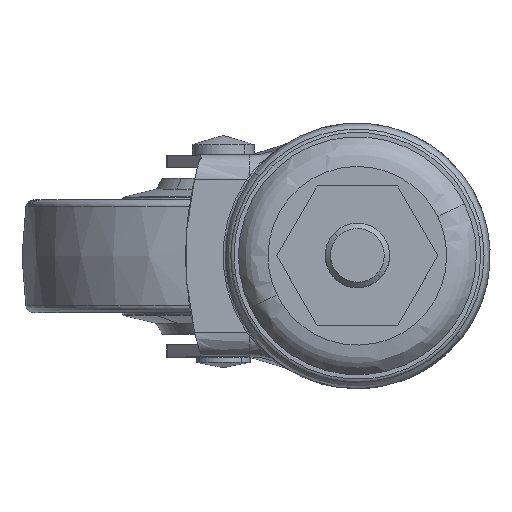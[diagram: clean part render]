
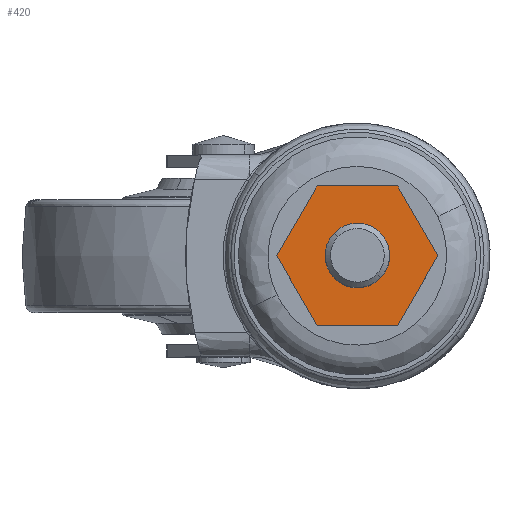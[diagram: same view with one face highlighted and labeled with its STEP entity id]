
A CAD part, top view. The second image highlights one B-rep face of the part: STEP entity #420.
In plain terms, the highlighted free-form (B-spline) face has degree [1, 1] with [2, 2] control points.
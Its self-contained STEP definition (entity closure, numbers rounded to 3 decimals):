
#242=CARTESIAN_POINT('',(-4.352,4.13,8.1));
#243=VERTEX_POINT('',#242);
#252=CARTESIAN_POINT('',(4.352,-4.13,8.1));
#253=VERTEX_POINT('',#252);
#259=CARTESIAN_POINT('',(6.0,0.0,8.1));
#260=VERTEX_POINT('',#259);
#261=CARTESIAN_POINT('',(6.0,0.0,8.1));
#262=CARTESIAN_POINT('',(6.,-0.356,8.1));
#263=CARTESIAN_POINT('',(5.934,-1.091,8.1));
#264=CARTESIAN_POINT('',(5.633,-2.17,8.1));
#265=CARTESIAN_POINT('',(5.111,-3.215,8.1));
#266=CARTESIAN_POINT('',(4.63,-3.838,8.1));
#267=CARTESIAN_POINT('',(4.352,-4.13,8.1));
#268=B_SPLINE_CURVE_WITH_KNOTS('',3,(#261,#262,#263,#264,#265,#266,#267),.UNSPECIFIED.,.F.,.U.,(4,1,1,1,4),(0.,1.068,2.207,3.345,4.555),.UNSPECIFIED.);
#269=EDGE_CURVE('',#260,#253,#268,.T.);
#271=CARTESIAN_POINT('',(0.,6.,8.1));
#272=VERTEX_POINT('',#271);
#273=CARTESIAN_POINT('',(0.,6.,8.1));
#274=CARTESIAN_POINT('',(0.442,6.,8.1));
#275=CARTESIAN_POINT('',(1.325,5.902,8.1));
#276=CARTESIAN_POINT('',(2.376,5.541,8.1));
#277=CARTESIAN_POINT('',(3.348,5.013,8.1));
#278=CARTESIAN_POINT('',(4.108,4.421,8.1));
#279=CARTESIAN_POINT('',(4.874,3.554,8.1));
#280=CARTESIAN_POINT('',(5.489,2.542,8.1));
#281=CARTESIAN_POINT('',(5.908,1.301,8.1));
#282=CARTESIAN_POINT('',(6.,0.417,8.1));
#283=CARTESIAN_POINT('',(6.0,0.0,8.1));
#284=B_SPLINE_CURVE_WITH_KNOTS('',3,(#273,#274,#275,#276,#277,#278,#279,#280,#281,#282,#283),.UNSPECIFIED.,.F.,.U.,(4,1,1,1,1,1,1,1,4),(0.,1.325,2.651,3.313,4.639,5.522,6.774,8.173,9.425),.UNSPECIFIED.);
#285=EDGE_CURVE('',#272,#260,#284,.T.);
#287=CARTESIAN_POINT('',(-4.352,4.13,8.1));
#288=CARTESIAN_POINT('',(-3.986,4.517,8.1));
#289=CARTESIAN_POINT('',(-3.189,5.159,8.1));
#290=CARTESIAN_POINT('',(-1.699,5.833,8.1));
#291=CARTESIAN_POINT('',(-0.609,6.,8.1));
#292=CARTESIAN_POINT('',(0.,6.,8.1));
#293=B_SPLINE_CURVE_WITH_KNOTS('',3,(#287,#288,#289,#290,#291,#292),.UNSPECIFIED.,.F.,.U.,(4,1,1,4),(0.,1.598,3.043,4.87),.UNSPECIFIED.);
#294=EDGE_CURVE('',#243,#272,#293,.T.);
#318=CARTESIAN_POINT('',(-6.0,0.0,8.1));
#319=VERTEX_POINT('',#318);
#320=CARTESIAN_POINT('',(-6.0,0.0,8.1));
#321=CARTESIAN_POINT('',(-6.,0.356,8.1));
#322=CARTESIAN_POINT('',(-5.934,1.091,8.1));
#323=CARTESIAN_POINT('',(-5.62,2.216,8.1));
#324=CARTESIAN_POINT('',(-5.086,3.256,8.1));
#325=CARTESIAN_POINT('',(-4.597,3.872,8.1));
#326=CARTESIAN_POINT('',(-4.352,4.13,8.1));
#327=B_SPLINE_CURVE_WITH_KNOTS('',3,(#320,#321,#322,#323,#324,#325,#326),.UNSPECIFIED.,.F.,.U.,(4,1,1,1,4),(0.,1.068,2.207,3.488,4.555),.UNSPECIFIED.);
#328=EDGE_CURVE('',#319,#243,#327,.T.);
#330=CARTESIAN_POINT('',(0.,-6.,8.1));
#331=VERTEX_POINT('',#330);
#332=CARTESIAN_POINT('',(0.,-6.,8.1));
#333=CARTESIAN_POINT('',(-0.368,-6.,8.1));
#334=CARTESIAN_POINT('',(-1.154,-5.928,8.1));
#335=CARTESIAN_POINT('',(-2.218,-5.612,8.1));
#336=CARTESIAN_POINT('',(-3.271,-5.074,8.1));
#337=CARTESIAN_POINT('',(-4.147,-4.39,8.1));
#338=CARTESIAN_POINT('',(-4.983,-3.42,8.1));
#339=CARTESIAN_POINT('',(-5.508,-2.467,8.1));
#340=CARTESIAN_POINT('',(-5.901,-1.276,8.1));
#341=CARTESIAN_POINT('',(-6.,-0.515,8.1));
#342=CARTESIAN_POINT('',(-6.0,0.0,8.1));
#343=B_SPLINE_CURVE_WITH_KNOTS('',3,(#332,#333,#334,#335,#336,#337,#338,#339,#340,#341,#342),.UNSPECIFIED.,.F.,.U.,(4,1,1,1,1,1,1,1,4),(0.,1.104,2.356,3.313,4.639,5.67,7.142,7.879,9.425),.UNSPECIFIED.);
#344=EDGE_CURVE('',#331,#319,#343,.T.);
#346=CARTESIAN_POINT('',(4.352,-4.13,8.1));
#347=CARTESIAN_POINT('',(4.038,-4.461,8.1));
#348=CARTESIAN_POINT('',(3.431,-4.969,8.1));
#349=CARTESIAN_POINT('',(2.315,-5.581,8.1));
#350=CARTESIAN_POINT('',(1.192,-5.926,8.1));
#351=CARTESIAN_POINT('',(0.355,-6.,8.1));
#352=CARTESIAN_POINT('',(0.,-6.,8.1));
#353=B_SPLINE_CURVE_WITH_KNOTS('',3,(#346,#347,#348,#349,#350,#351,#352),.UNSPECIFIED.,.F.,.U.,(4,1,1,1,4),(0.,1.37,2.359,3.804,4.87),.UNSPECIFIED.);
#354=EDGE_CURVE('',#253,#331,#353,.T.);
#363=CARTESIAN_POINT('',(16.511,-14.299,8.1));
#364=CARTESIAN_POINT('',(-16.511,-14.299,8.1));
#365=CARTESIAN_POINT('',(16.511,14.299,8.1));
#366=CARTESIAN_POINT('',(-16.511,14.299,8.1));
#367=B_SPLINE_SURFACE_WITH_KNOTS('',1,1,((#363,#365),(#364,#366)),.UNSPECIFIED.,.F.,.F.,.U.,(2,2),(2,2),(0.0,33.021),(0.0,28.597),.UNSPECIFIED.);
#368=CARTESIAN_POINT('',(-15.011,0.0,8.1));
#369=VERTEX_POINT('',#368);
#370=CARTESIAN_POINT('',(-7.506,13.0,8.1));
#371=VERTEX_POINT('',#370);
#372=CARTESIAN_POINT('',(-15.011,0.0,8.1));
#373=CARTESIAN_POINT('',(-7.506,13.0,8.1));
#374=QUASI_UNIFORM_CURVE('',1,(#372,#373),.UNSPECIFIED.,.F.,.U.);
#375=EDGE_CURVE('',#369,#371,#374,.T.);
#376=ORIENTED_EDGE('',*,*,#375,.F.);
#377=CARTESIAN_POINT('',(-7.506,-13.0,8.1));
#378=VERTEX_POINT('',#377);
#379=CARTESIAN_POINT('',(-7.506,-13.0,8.1));
#380=CARTESIAN_POINT('',(-15.011,0.0,8.1));
#381=QUASI_UNIFORM_CURVE('',1,(#379,#380),.UNSPECIFIED.,.F.,.U.);
#382=EDGE_CURVE('',#378,#369,#381,.T.);
#383=ORIENTED_EDGE('',*,*,#382,.F.);
#384=CARTESIAN_POINT('',(7.505,-13.0,8.1));
#385=VERTEX_POINT('',#384);
#386=CARTESIAN_POINT('',(7.505,-13.0,8.1));
#387=CARTESIAN_POINT('',(-7.506,-13.0,8.1));
#388=QUASI_UNIFORM_CURVE('',1,(#386,#387),.UNSPECIFIED.,.F.,.U.);
#389=EDGE_CURVE('',#385,#378,#388,.T.);
#390=ORIENTED_EDGE('',*,*,#389,.F.);
#391=CARTESIAN_POINT('',(15.011,0.0,8.1));
#392=VERTEX_POINT('',#391);
#393=CARTESIAN_POINT('',(15.011,0.0,8.1));
#394=CARTESIAN_POINT('',(7.505,-13.0,8.1));
#395=QUASI_UNIFORM_CURVE('',1,(#393,#394),.UNSPECIFIED.,.F.,.U.);
#396=EDGE_CURVE('',#392,#385,#395,.T.);
#397=ORIENTED_EDGE('',*,*,#396,.F.);
#398=CARTESIAN_POINT('',(7.505,13.0,8.1));
#399=VERTEX_POINT('',#398);
#400=CARTESIAN_POINT('',(7.505,13.0,8.1));
#401=CARTESIAN_POINT('',(15.011,0.0,8.1));
#402=QUASI_UNIFORM_CURVE('',1,(#400,#401),.UNSPECIFIED.,.F.,.U.);
#403=EDGE_CURVE('',#399,#392,#402,.T.);
#404=ORIENTED_EDGE('',*,*,#403,.F.);
#405=CARTESIAN_POINT('',(-7.506,13.0,8.1));
#406=CARTESIAN_POINT('',(7.505,13.0,8.1));
#407=QUASI_UNIFORM_CURVE('',1,(#405,#406),.UNSPECIFIED.,.F.,.U.);
#408=EDGE_CURVE('',#371,#399,#407,.T.);
#409=ORIENTED_EDGE('',*,*,#408,.F.);
#410=EDGE_LOOP('',(#376,#383,#390,#397,#404,#409));
#411=FACE_OUTER_BOUND('',#410,.T.);
#412=ORIENTED_EDGE('',*,*,#285,.T.);
#413=ORIENTED_EDGE('',*,*,#269,.T.);
#414=ORIENTED_EDGE('',*,*,#354,.T.);
#415=ORIENTED_EDGE('',*,*,#344,.T.);
#416=ORIENTED_EDGE('',*,*,#328,.T.);
#417=ORIENTED_EDGE('',*,*,#294,.T.);
#418=EDGE_LOOP('',(#412,#413,#414,#415,#416,#417));
#419=FACE_BOUND('',#418,.T.);
#420=ADVANCED_FACE('',(#411,#419),#367,.F.);
